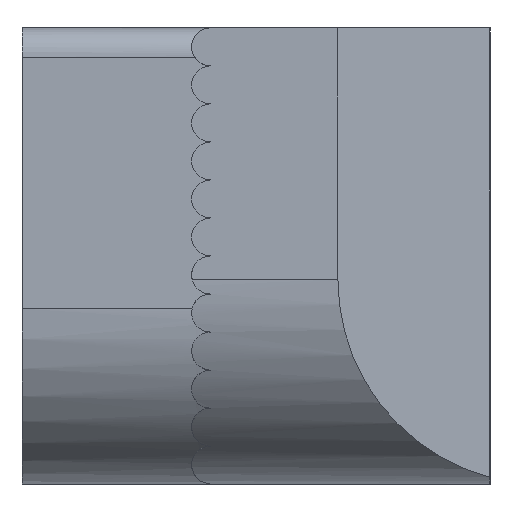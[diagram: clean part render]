
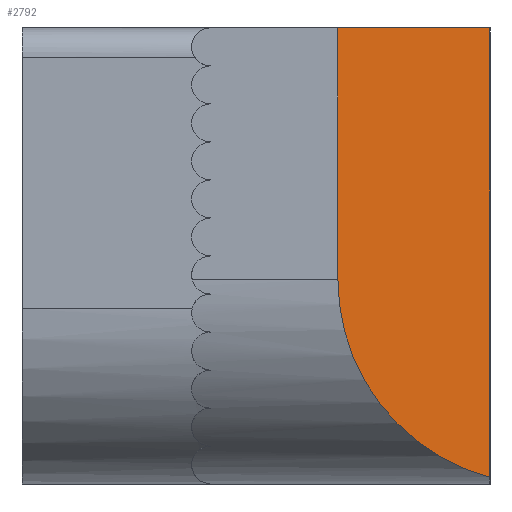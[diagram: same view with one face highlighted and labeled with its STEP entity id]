
A CAD part, left-side view. The second image highlights one B-rep face of the part: STEP entity #2792.
In plain terms, the highlighted planar face has unit normal (-0.707, -0.707, 0).
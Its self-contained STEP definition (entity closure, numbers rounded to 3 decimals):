
#113 = VECTOR ( 'NONE', #2513, 1000. ) ;
#166 = LINE ( 'NONE', #1208, #113 ) ;
#185 = FACE_OUTER_BOUND ( 'NONE', #973, .T. ) ;
#198 = CARTESIAN_POINT ( 'NONE',  ( -8.494, -3.506, -3.358 ) ) ;
#243 = VERTEX_POINT ( 'NONE', #737 ) ;
#265 = LINE ( 'NONE', #1887, #284 ) ;
#284 = VECTOR ( 'NONE', #332, 1000. ) ;
#332 = DIRECTION ( 'NONE',  ( 0., 0., -1. ) ) ;
#611 = CARTESIAN_POINT ( 'NONE',  ( -9.5, -2.5, 3.9 ) ) ;
#719 = EDGE_CURVE ( 'NONE', #959, #1052, #265, .T. ) ;
#737 = CARTESIAN_POINT ( 'NONE',  ( -6.9, -5.1, -3.782 ) ) ;
#761 = CARTESIAN_POINT ( 'NONE',  ( -9.5, -2.5, 3.9 ) ) ;
#959 = VERTEX_POINT ( 'NONE', #1981 ) ;
#973 = EDGE_LOOP ( 'NONE', ( #1487, #1145, #975, #2519 ) ) ;
#975 = ORIENTED_EDGE ( 'NONE', *, *, #2799, .F. ) ;
#980 = DIRECTION ( 'NONE',  ( -0.707, 0.707, 0. ) ) ;
#1052 = VERTEX_POINT ( 'NONE', #1414 ) ;
#1145 = ORIENTED_EDGE ( 'NONE', *, *, #1393, .T. ) ;
#1208 = CARTESIAN_POINT ( 'NONE',  ( -6.9, -5.1, 3.9 ) ) ;
#1273 = CARTESIAN_POINT ( 'NONE',  ( -6.9, -5.1, 3.9 ) ) ;
#1297 = CARTESIAN_POINT ( 'NONE',  ( -9.5, -2.5, -2.05 ) ) ;
#1393 = EDGE_CURVE ( 'NONE', #1052, #243, #2785, .T. ) ;
#1414 = CARTESIAN_POINT ( 'NONE',  ( -9.5, -2.5, -0.4 ) ) ;
#1487 = ORIENTED_EDGE ( 'NONE', *, *, #719, .T. ) ;
#1632 = PLANE ( 'NONE',  #2481 ) ;
#1635 = EDGE_CURVE ( 'NONE', #959, #1821, #2774, .T. ) ;
#1745 = CARTESIAN_POINT ( 'NONE',  ( -6.9, -5.1, -3.782 ) ) ;
#1821 = VERTEX_POINT ( 'NONE', #1273 ) ;
#1887 = CARTESIAN_POINT ( 'NONE',  ( -9.5, -2.5, 3.9 ) ) ;
#1981 = CARTESIAN_POINT ( 'NONE',  ( -9.5, -2.5, 3.9 ) ) ;
#2325 = DIRECTION ( 'NONE',  ( 0.707, 0.707, 0. ) ) ;
#2481 = AXIS2_PLACEMENT_3D ( 'NONE', #761, #2325, #980 ) ;
#2513 = DIRECTION ( 'NONE',  ( 0., 0., -1. ) ) ;
#2519 = ORIENTED_EDGE ( 'NONE', *, *, #1635, .F. ) ;
#2557 = DIRECTION ( 'NONE',  ( 0.707, -0.707, 0. ) ) ;
#2770 = VECTOR ( 'NONE', #2557, 1000. ) ;
#2772 = CARTESIAN_POINT ( 'NONE',  ( -9.5, -2.5, -0.4 ) ) ;
#2774 = LINE ( 'NONE', #611, #2770 ) ;
#2785 =( BOUNDED_CURVE ( )  B_SPLINE_CURVE ( 3, ( #2772, #1297, #198, #1745 ),
 .UNSPECIFIED., .F., .F. ) 
 B_SPLINE_CURVE_WITH_KNOTS ( ( 4, 4 ),
 ( 0., 1.311 ),
 .UNSPECIFIED. ) 
 CURVE ( )  GEOMETRIC_REPRESENTATION_ITEM ( )  RATIONAL_B_SPLINE_CURVE ( ( 1., 0.862, 0.862, 1. ) ) 
 REPRESENTATION_ITEM ( '' )  );
#2792 = ADVANCED_FACE ( 'NONE', ( #185 ), #1632, .F. ) ;
#2799 = EDGE_CURVE ( 'NONE', #1821, #243, #166, .T. ) ;
